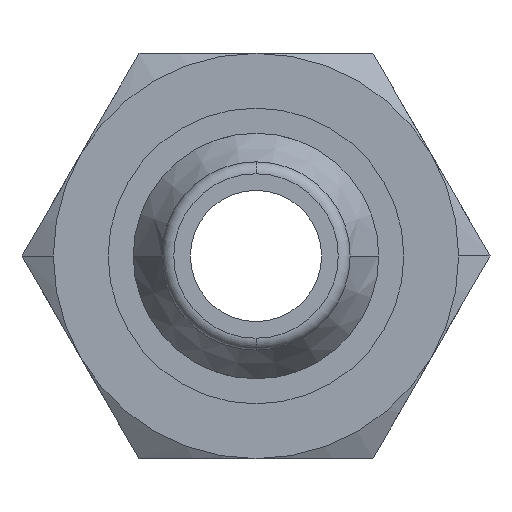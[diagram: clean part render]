
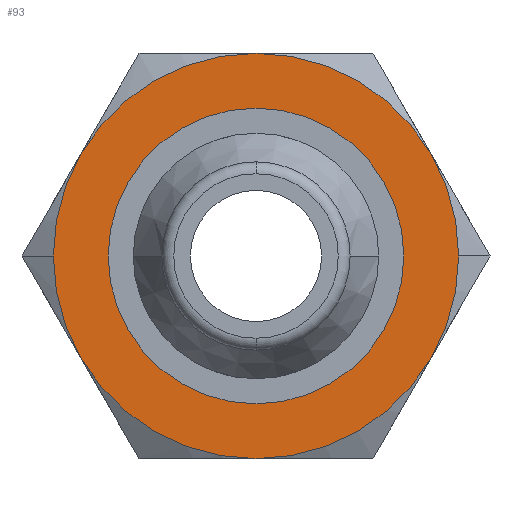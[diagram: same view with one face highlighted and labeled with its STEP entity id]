
A CAD part, front view. The second image highlights one B-rep face of the part: STEP entity #93.
In plain terms, the highlighted planar face has unit normal (0, -1, 0).
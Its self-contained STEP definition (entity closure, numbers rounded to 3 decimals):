
#93=ADVANCED_FACE('',(#231,#232),#233,.T.);
#231=FACE_OUTER_BOUND('',#418,.T.);
#232=FACE_BOUND('',#419,.T.);
#233=PLANE('',#420);
#418=EDGE_LOOP('',(#626,#627,#628,#629,#630,#631,#632,#633));
#419=EDGE_LOOP('',(#634,#635));
#420=AXIS2_PLACEMENT_3D('',#636,#637,#638);
#626=ORIENTED_EDGE('',*,*,#1093,.F.);
#627=ORIENTED_EDGE('',*,*,#1110,.F.);
#628=ORIENTED_EDGE('',*,*,#1111,.F.);
#629=ORIENTED_EDGE('',*,*,#1112,.F.);
#630=ORIENTED_EDGE('',*,*,#1113,.F.);
#631=ORIENTED_EDGE('',*,*,#1114,.F.);
#632=ORIENTED_EDGE('',*,*,#1115,.F.);
#633=ORIENTED_EDGE('',*,*,#1116,.F.);
#634=ORIENTED_EDGE('',*,*,#1089,.F.);
#635=ORIENTED_EDGE('',*,*,#1117,.F.);
#636=CARTESIAN_POINT('',(4.25,34.0,0.0));
#637=DIRECTION('',(-0.0,-1.0,-0.0));
#638=DIRECTION('',(-1.0,0.0,0.0));
#1089=EDGE_CURVE('',#1288,#1284,#1290,.T.);
#1093=EDGE_CURVE('',#1295,#1292,#1297,.T.);
#1110=EDGE_CURVE('',#1326,#1295,#1327,.T.);
#1111=EDGE_CURVE('',#1328,#1326,#1329,.T.);
#1112=EDGE_CURVE('',#1330,#1328,#1331,.T.);
#1113=EDGE_CURVE('',#1332,#1330,#1333,.T.);
#1114=EDGE_CURVE('',#1334,#1332,#1335,.T.);
#1115=EDGE_CURVE('',#1336,#1334,#1337,.T.);
#1116=EDGE_CURVE('',#1292,#1336,#1338,.T.);
#1117=EDGE_CURVE('',#1284,#1288,#1339,.T.);
#1284=VERTEX_POINT('',#1579);
#1288=VERTEX_POINT('',#1584);
#1290=CIRCLE('',#1587,6.2);
#1292=VERTEX_POINT('',#1589);
#1295=VERTEX_POINT('',#1593);
#1297=CIRCLE('',#1606,8.5);
#1326=VERTEX_POINT('',#1639);
#1327=CIRCLE('',#1640,8.5);
#1328=VERTEX_POINT('',#1641);
#1329=CIRCLE('',#1642,8.5);
#1330=VERTEX_POINT('',#1643);
#1331=CIRCLE('',#1644,8.5);
#1332=VERTEX_POINT('',#1645);
#1333=CIRCLE('',#1646,8.5);
#1334=VERTEX_POINT('',#1647);
#1335=CIRCLE('',#1648,8.5);
#1336=VERTEX_POINT('',#1649);
#1337=CIRCLE('',#1650,8.5);
#1338=CIRCLE('',#1651,8.5);
#1339=CIRCLE('',#1652,6.2);
#1579=CARTESIAN_POINT('',(6.2,34.0,0.));
#1584=CARTESIAN_POINT('',(-6.2,34.0,0.));
#1587=AXIS2_PLACEMENT_3D('',#2158,#2159,#2160);
#1589=CARTESIAN_POINT('',(8.5,34.0,0.));
#1593=CARTESIAN_POINT('',(7.361,34.0,4.25));
#1606=AXIS2_PLACEMENT_3D('',#2162,#2163,#2164);
#1639=CARTESIAN_POINT('',(0.,34.0,8.5));
#1640=AXIS2_PLACEMENT_3D('',#2193,#2194,#2195);
#1641=CARTESIAN_POINT('',(-7.361,34.0,4.25));
#1642=AXIS2_PLACEMENT_3D('',#2196,#2197,#2198);
#1643=CARTESIAN_POINT('',(-8.5,34.0,0.));
#1644=AXIS2_PLACEMENT_3D('',#2199,#2200,#2201);
#1645=CARTESIAN_POINT('',(-7.361,34.0,-4.25));
#1646=AXIS2_PLACEMENT_3D('',#2202,#2203,#2204);
#1647=CARTESIAN_POINT('',(0.0,34.0,-8.5));
#1648=AXIS2_PLACEMENT_3D('',#2205,#2206,#2207);
#1649=CARTESIAN_POINT('',(7.361,34.0,-4.25));
#1650=AXIS2_PLACEMENT_3D('',#2208,#2209,#2210);
#1651=AXIS2_PLACEMENT_3D('',#2211,#2212,#2213);
#1652=AXIS2_PLACEMENT_3D('',#2214,#2215,#2216);
#2158=CARTESIAN_POINT('',(0.0,34.0,0.0));
#2159=DIRECTION('',(0.0,-1.0,0.0));
#2160=DIRECTION('',(1.0,0.0,0.0));
#2162=CARTESIAN_POINT('',(0.0,34.0,0.0));
#2163=DIRECTION('',(-0.0,1.0,0.0));
#2164=DIRECTION('',(1.0,0.0,0.0));
#2193=CARTESIAN_POINT('',(0.0,34.0,0.0));
#2194=DIRECTION('',(-0.0,1.0,0.0));
#2195=DIRECTION('',(1.0,0.0,0.0));
#2196=CARTESIAN_POINT('',(0.0,34.0,0.0));
#2197=DIRECTION('',(-0.0,1.0,0.0));
#2198=DIRECTION('',(1.0,0.0,0.0));
#2199=CARTESIAN_POINT('',(0.0,34.0,0.0));
#2200=DIRECTION('',(-0.0,1.0,0.0));
#2201=DIRECTION('',(1.0,0.0,0.0));
#2202=CARTESIAN_POINT('',(0.0,34.0,0.0));
#2203=DIRECTION('',(-0.0,1.0,0.0));
#2204=DIRECTION('',(1.0,0.0,0.0));
#2205=CARTESIAN_POINT('',(0.0,34.0,0.0));
#2206=DIRECTION('',(-0.0,1.0,0.0));
#2207=DIRECTION('',(1.0,0.0,0.0));
#2208=CARTESIAN_POINT('',(0.0,34.0,0.0));
#2209=DIRECTION('',(-0.0,1.0,0.0));
#2210=DIRECTION('',(1.0,0.0,0.0));
#2211=CARTESIAN_POINT('',(0.0,34.0,0.0));
#2212=DIRECTION('',(-0.0,1.0,0.0));
#2213=DIRECTION('',(1.0,0.0,0.0));
#2214=CARTESIAN_POINT('',(0.0,34.0,0.0));
#2215=DIRECTION('',(0.0,-1.0,0.0));
#2216=DIRECTION('',(1.0,0.0,0.0));
